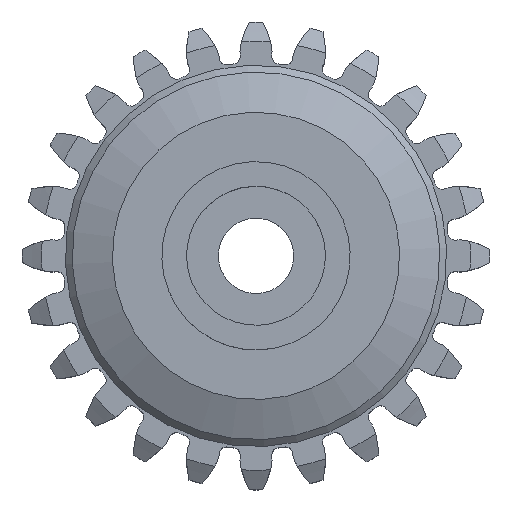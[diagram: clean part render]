
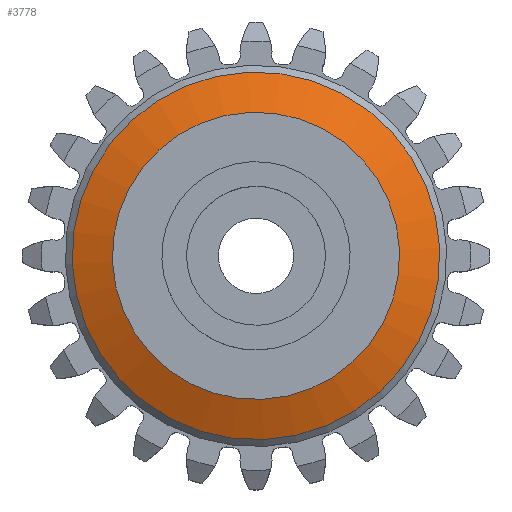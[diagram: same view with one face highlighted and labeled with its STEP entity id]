
A CAD part, top view. The second image highlights one B-rep face of the part: STEP entity #3778.
In plain terms, the highlighted conical face has half-angle 67.5 degrees and reference radius 6.954 mm.
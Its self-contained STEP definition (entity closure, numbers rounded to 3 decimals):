
#378=FACE_OUTER_BOUND('',#593,.T.);
#593=EDGE_LOOP('',(#2476,#2477,#2478,#2479));
#814=LINE('',#5447,#999);
#999=VECTOR('',#4429,6.954);
#1184=CIRCLE('',#4008,7.807);
#1185=CIRCLE('',#4009,6.1);
#1433=VERTEX_POINT('',#5444);
#1434=VERTEX_POINT('',#5446);
#1850=EDGE_CURVE('',#1433,#1433,#1184,.T.);
#1851=EDGE_CURVE('',#1433,#1434,#814,.T.);
#1852=EDGE_CURVE('',#1434,#1434,#1185,.T.);
#2476=ORIENTED_EDGE('',*,*,#1850,.T.);
#2477=ORIENTED_EDGE('',*,*,#1851,.T.);
#2478=ORIENTED_EDGE('',*,*,#1852,.T.);
#2479=ORIENTED_EDGE('',*,*,#1851,.F.);
#3728=CONICAL_SURFACE('',#4007,6.954,1.178);
#3778=ADVANCED_FACE('',(#378),#3728,.T.);
#4007=AXIS2_PLACEMENT_3D('',#5443,#4425,#4426);
#4008=AXIS2_PLACEMENT_3D('',#5445,#4427,#4428);
#4009=AXIS2_PLACEMENT_3D('',#5448,#4430,#4431);
#4425=DIRECTION('center_axis',(0.,0.,
-1.));
#4426=DIRECTION('ref_axis',(-0.991,0.131,0.));
#4427=DIRECTION('center_axis',(0.,0.,
1.));
#4428=DIRECTION('ref_axis',(-0.991,0.131,0.));
#4429=DIRECTION('',(-0.916,0.121,0.383));
#4430=DIRECTION('center_axis',(0.,0.,-1.));
#4431=DIRECTION('ref_axis',(-0.991,0.131,0.));
#5443=CARTESIAN_POINT('Origin',(0.,0.,
0.646));
#5444=CARTESIAN_POINT('',(7.74,-1.019,0.293));
#5445=CARTESIAN_POINT('Origin',(0.,0.,0.293));
#5446=CARTESIAN_POINT('',(6.048,-0.796,1.));
#5447=CARTESIAN_POINT('',(6.894,-0.908,0.646));
#5448=CARTESIAN_POINT('Origin',(0.,0.,1.));
